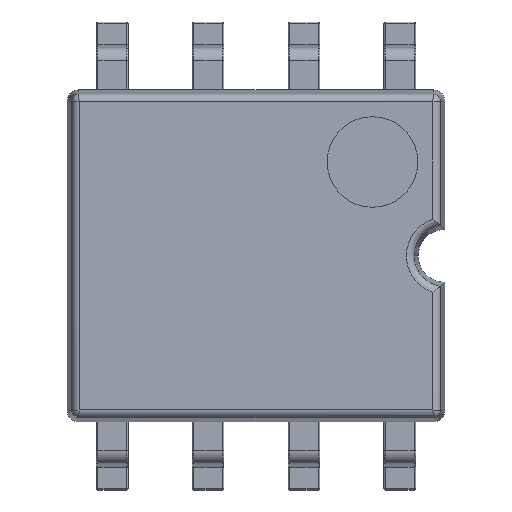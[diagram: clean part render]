
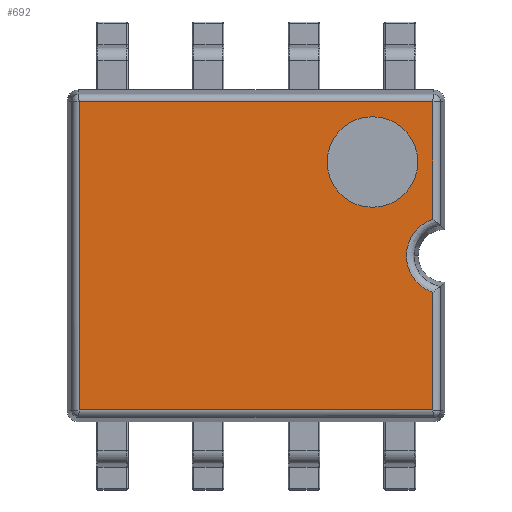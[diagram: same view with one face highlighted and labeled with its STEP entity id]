
A CAD part, top view. The second image highlights one B-rep face of the part: STEP entity #692.
In plain terms, the highlighted planar face has unit normal (0, 0, 1).
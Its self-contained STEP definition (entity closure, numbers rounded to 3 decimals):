
#692=ADVANCED_FACE('NONE',(#1364,#1365),#1366,.T.);
#1364=FACE_OUTER_BOUND('',#3040,.T.);
#1365=FACE_BOUND('',#3041,.T.);
#1366=PLANE('',#3042);
#3040=EDGE_LOOP('',(#4945,#4946,#4947,#4948,#4949,#4950));
#3041=EDGE_LOOP('',(#4951,#4952));
#3042=AXIS2_PLACEMENT_3D('',#4953,#4954,#4955);
#4945=ORIENTED_EDGE('',*,*,#5758,.F.);
#4946=ORIENTED_EDGE('',*,*,#5759,.F.);
#4947=ORIENTED_EDGE('',*,*,#5760,.F.);
#4948=ORIENTED_EDGE('',*,*,#5761,.F.);
#4949=ORIENTED_EDGE('',*,*,#5762,.F.);
#4950=ORIENTED_EDGE('',*,*,#5763,.F.);
#4951=ORIENTED_EDGE('',*,*,#5751,.T.);
#4952=ORIENTED_EDGE('',*,*,#5756,.T.);
#4953=CARTESIAN_POINT('',(2.35,-2.05,0.75));
#4954=DIRECTION('',(-0.0,0.0,1.0));
#4955=DIRECTION('',(1.0,-0.0,0.0));
#5751=EDGE_CURVE('NONE',#6721,#6719,#6722,.T.);
#5756=EDGE_CURVE('NONE',#6719,#6721,#6727,.T.);
#5758=EDGE_CURVE('NONE',#6729,#6730,#6731,.T.);
#5759=EDGE_CURVE('NONE',#6732,#6729,#6733,.T.);
#5760=EDGE_CURVE('NONE',#6734,#6732,#6735,.T.);
#5761=EDGE_CURVE('NONE',#6736,#6734,#6737,.T.);
#5762=EDGE_CURVE('NONE',#6738,#6736,#6739,.T.);
#5763=EDGE_CURVE('NONE',#6730,#6738,#6740,.T.);
#6719=VERTEX_POINT('NONE',#8342);
#6721=VERTEX_POINT('NONE',#8345);
#6722=CIRCLE('',#8346,0.6);
#6727=CIRCLE('',#8352,0.6);
#6729=VERTEX_POINT('NONE',#8354);
#6730=VERTEX_POINT('NONE',#8355);
#6731=LINE('',#8356,#8357);
#6732=VERTEX_POINT('NONE',#8358);
#6733=LINE('',#8359,#8360);
#6734=VERTEX_POINT('NONE',#8361);
#6735=LINE('',#8362,#8363);
#6736=VERTEX_POINT('NONE',#8364);
#6737=LINE('',#8365,#8366);
#6738=VERTEX_POINT('NONE',#8367);
#6739=LINE('',#8368,#8369);
#6740=(B_SPLINE_CURVE(3,(#8371,#8372,#8373,#8374),.UNSPECIFIED.,.F.,.F.)B_SPLINE_CURVE_WITH_KNOTS((4,4),(0.0,1.0),.UNSPECIFIED.)RATIONAL_B_SPLINE_CURVE((1.0,0.54,0.54,1.0))BOUNDED_CURVE()REPRESENTATION_ITEM('')GEOMETRIC_REPRESENTATION_ITEM()CURVE());
#8342=CARTESIAN_POINT('',(0.943,1.243,0.75));
#8345=CARTESIAN_POINT('',(2.143,1.243,0.75));
#8346=AXIS2_PLACEMENT_3D('',#9229,#9230,#9231);
#8352=AXIS2_PLACEMENT_3D('',#9236,#9237,#9238);
#8354=CARTESIAN_POINT('',(2.343,2.043,0.75));
#8355=CARTESIAN_POINT('',(2.343,0.482,0.75));
#8356=CARTESIAN_POINT('',(2.343,-2.05,0.75));
#8357=VECTOR('',#9239,1000.0);
#8358=CARTESIAN_POINT('',(-2.343,2.043,0.75));
#8359=CARTESIAN_POINT('',(2.35,2.043,0.75));
#8360=VECTOR('',#9240,1000.0);
#8361=CARTESIAN_POINT('',(-2.343,-2.043,0.75));
#8362=CARTESIAN_POINT('',(-2.343,-2.05,0.75));
#8363=VECTOR('',#9241,1000.0);
#8364=CARTESIAN_POINT('',(2.343,-2.043,0.75));
#8365=CARTESIAN_POINT('',(2.35,-2.043,0.75));
#8366=VECTOR('',#9242,1000.0);
#8367=CARTESIAN_POINT('',(2.343,-0.482,0.75));
#8368=CARTESIAN_POINT('',(2.343,-2.05,0.75));
#8369=VECTOR('',#9243,1000.0);
#8371=CARTESIAN_POINT('',(2.343,0.482,0.75));
#8372=CARTESIAN_POINT('',(1.777,0.298,0.75));
#8373=CARTESIAN_POINT('',(1.777,-0.298,0.75));
#8374=CARTESIAN_POINT('',(2.343,-0.482,0.75));
#9229=CARTESIAN_POINT('',(1.543,1.243,0.75));
#9230=DIRECTION('',(0.0,0.0,-1.0));
#9231=DIRECTION('',(1.0,0.0,0.0));
#9236=CARTESIAN_POINT('',(1.543,1.243,0.75));
#9237=DIRECTION('',(0.0,0.0,-1.0));
#9238=DIRECTION('',(1.0,0.0,0.0));
#9239=DIRECTION('',(0.,-1.0,-0.0));
#9240=DIRECTION('',(1.0,-0.0,-0.0));
#9241=DIRECTION('',(0.,1.0,-0.0));
#9242=DIRECTION('',(-1.0,-0.0,-0.0));
#9243=DIRECTION('',(0.,-1.0,-0.0));
